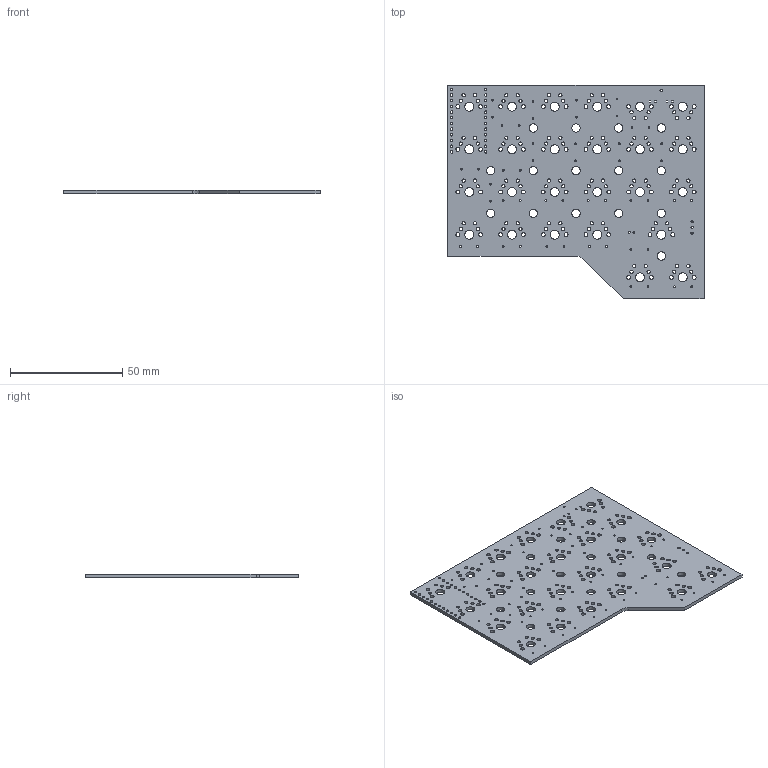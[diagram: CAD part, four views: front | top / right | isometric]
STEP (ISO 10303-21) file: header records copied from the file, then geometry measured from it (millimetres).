
FILE_DESCRIPTION(('KiCad electronic assembly'),'2;1');
FILE_NAME('wf50_pcb.step','2022-06-04T22:02:07',('Pcbnew'),('Kicad'), 'Open CASCADE STEP processor 7.5','KiCad to STEP converter','Unknown' );
FILE_SCHEMA(('AUTOMOTIVE_DESIGN { 1 0 10303 214 1 1 1 1 }'));
Length unit declared in the file: millimetre
Products named in the file (2): wf50_pcb 1; wf50_pcb PCB
Assembly tree (1 placements, depth 2):
  wf50_pcb 1
    wf50_pcb PCB
Bounding box: 114.3 x 95.25 x 1.6 mm (x, y, z)
Volume: 14016.9 mm3; surface area: 20514.8 mm2
Topology: 1 solids, 1 shells, 298 faces, 888 edges, 592 vertices
Faces by surface type: cylinder 280, plane 18
Full cylindrical faces by diameter (mm): 0.8 x52, 1 x3, 1.1 x24, 1.47 x100, 1.75 x50, 3.7 x15, 3.988 x25
Entity records: 24719 total; most frequent: CARTESIAN_POINT 6916, DIRECTION 3264, ORIENTED_EDGE 1776, PCURVE 1776, DEFINITIONAL_REPRESENTATION 1776, LINE 1544, VECTOR 1544, EDGE_CURVE 888
